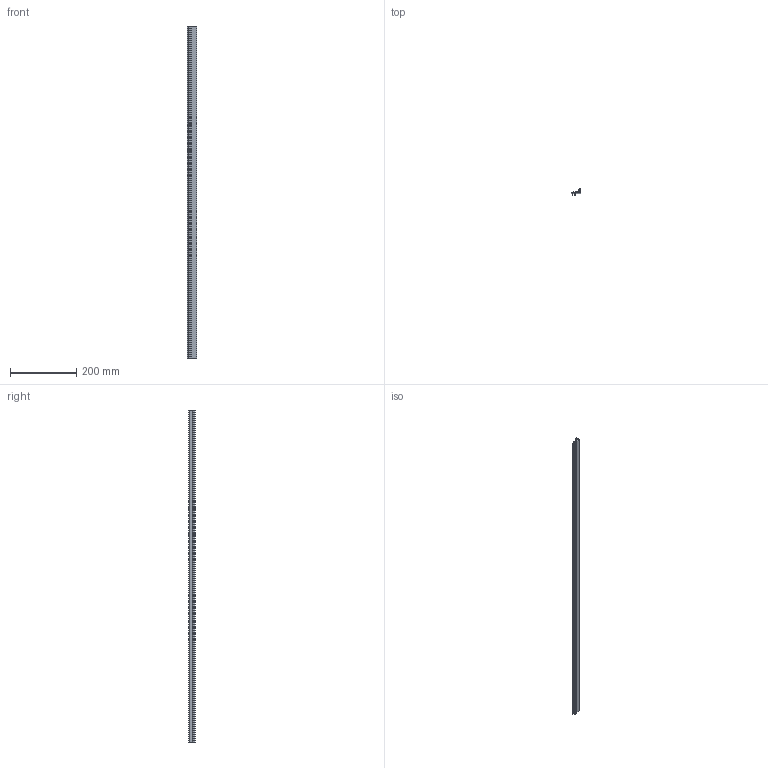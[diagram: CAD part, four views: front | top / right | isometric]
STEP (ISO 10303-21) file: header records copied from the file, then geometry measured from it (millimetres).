
FILE_DESCRIPTION (( 'STEP AP214' ), '1' );
FILE_NAME ('092257.STEP', '2015-07-27T13:56:10', ( 'Admin' ), ( 'Hewlett-Packard Company' ), 'SwSTEP 2.0', 'SolidWorks 2014', '' );
FILE_SCHEMA (( 'AUTOMOTIVE_DESIGN' ));
Length unit declared in the file: millimetre
Products named in the file (1): 092257
Bounding box: 30 x 18.47 x 1000 mm (x, y, z)
Volume: 132915.3 mm3; surface area: 130619.4 mm2
Topology: 1 solids, 1 shells, 48 faces, 136 edges, 88 vertices
Faces by surface type: plane 28, cylinder 20
Entity records: 1594 total; most frequent: DIRECTION 274, CARTESIAN_POINT 273, ORIENTED_EDGE 272, EDGE_CURVE 136, LINE 96, VECTOR 96, AXIS2_PLACEMENT_3D 89, VERTEX_POINT 88
